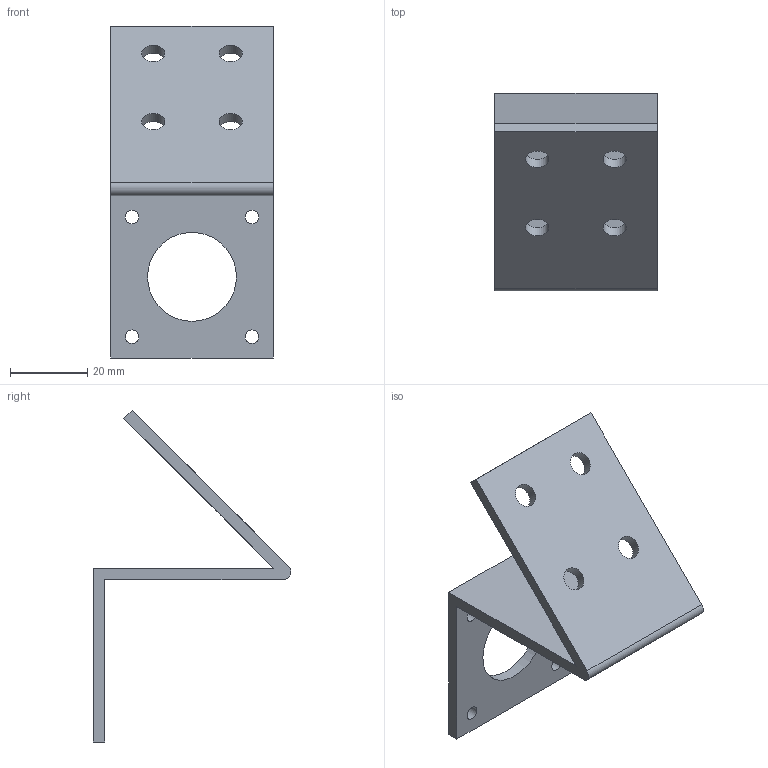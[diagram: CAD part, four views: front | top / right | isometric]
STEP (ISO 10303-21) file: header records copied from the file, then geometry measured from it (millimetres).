
FILE_DESCRIPTION(/* description */ (''),/* implementation_level */ '2;1');
FILE_NAME(/* name */ '电机座1.stp',/* time_stamp */ '2019-04-10T18:59:08+08:00',/* author */ ('oldboy'),/* organization */ (''),/* preprocessor_version */ 'ST-DEVELOPER v16.1',/* originating_system */ 'Autodesk Inventor 2016',/* authorisation */ '');
FILE_SCHEMA (('AUTOMOTIVE_DESIGN { 1 0 10303 214 3 1 1 }'));
Length unit declared in the file: millimetre
Products named in the file (1): 电机座1
Bounding box: 42 x 51.17 x 85.93 mm (x, y, z)
Volume: 17101.9 mm3; surface area: 13054.3 mm2
Topology: 1 solids, 1 shells, 20 faces, 54 edges, 36 vertices
Faces by surface type: cylinder 10, plane 10
Full cylindrical faces by diameter (mm): 3.5 x4, 6 x4, 23 x1
Entity records: 653 total; most frequent: DIRECTION 107, CARTESIAN_POINT 102, ORIENTED_EDGE 90, EDGE_LOOP 47, EDGE_CURVE 45, AXIS2_PLACEMENT_3D 41, VERTEX_POINT 36, FACE_BOUND 27
